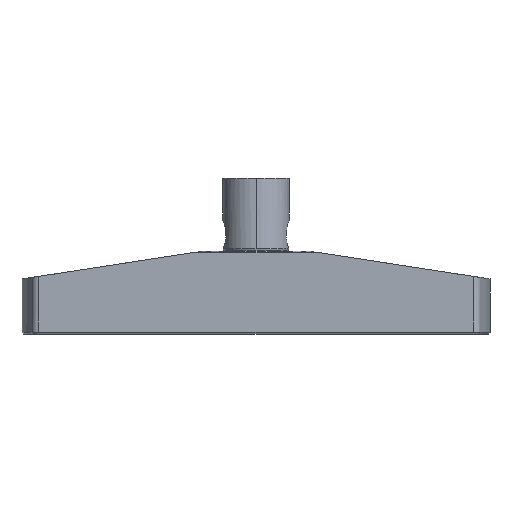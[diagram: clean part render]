
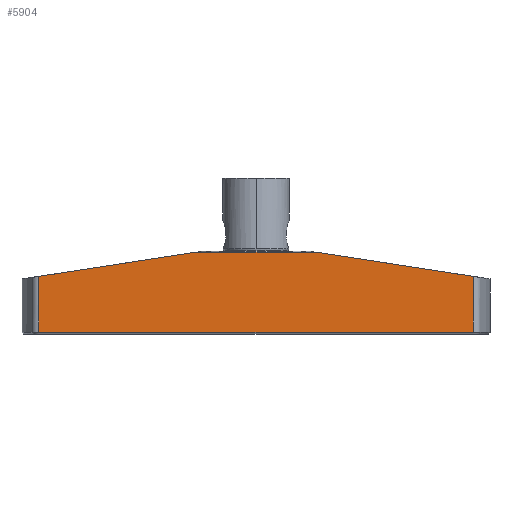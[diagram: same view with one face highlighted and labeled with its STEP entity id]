
A CAD part, front view. The second image highlights one B-rep face of the part: STEP entity #5904.
In plain terms, the highlighted planar face has unit normal (0, -1, 0).
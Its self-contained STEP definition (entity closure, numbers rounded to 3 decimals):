
#2890=EDGE_CURVE('NONE',#6298,#3696,#7493,.T.);
#3250=EDGE_CURVE('NONE',#3298,#4834,#7893,.T.);
#3298=VERTEX_POINT('NONE',#7948);
#3574=VERTEX_POINT('NONE',#8252);
#3696=VERTEX_POINT('NONE',#8391);
#3776=EDGE_CURVE('NONE',#5430,#3298,#8479,.T.);
#4834=VERTEX_POINT('NONE',#9679);
#5114=EDGE_CURVE('NONE',#5430,#3696,#9988,.T.);
#5430=VERTEX_POINT('NONE',#10345);
#5558=EDGE_CURVE('NONE',#6298,#3574,#10484,.T.);
#5904=ADVANCED_FACE('NONE',(#10869),#10870,.F.);
#6298=VERTEX_POINT('NONE',#11315);
#6652=EDGE_CURVE('NONE',#4834,#3574,#11722,.T.);
#7493=LINE('',#12862,#12863);
#7893=LINE('',#13401,#13402);
#7948=CARTESIAN_POINT('',(-118.26,-34.0,-43.5));
#8252=CARTESIAN_POINT('',(118.26,-34.0,-13.075));
#8391=CARTESIAN_POINT('',(-33.5,-34.0,0.0));
#8479=LINE('',#14306,#14307);
#9679=CARTESIAN_POINT('',(118.26,-34.0,-43.5));
#9988=LINE('',#16420,#16421);
#10345=CARTESIAN_POINT('',(-118.26,-34.0,-13.075));
#10484=LINE('',#17161,#17162);
#10869=FACE_OUTER_BOUND('',#17752,.T.);
#10870=PLANE('',#17753);
#11315=CARTESIAN_POINT('',(33.5,-34.0,0.0));
#11722=LINE('',#18972,#18973);
#12862=CARTESIAN_POINT('',(121.025,-34.0,0.0));
#12863=VECTOR('',#20084,1000.0);
#13401=CARTESIAN_POINT('',(118.26,-34.0,-43.5));
#13402=VECTOR('',#20566,1000.0);
#14306=CARTESIAN_POINT('',(-118.26,-34.0,-44.5));
#14307=VECTOR('',#21248,1000.0);
#16420=CARTESIAN_POINT('',(-133.5,-34.0,-15.426));
#16421=VECTOR('',#23115,1000.0);
#17161=CARTESIAN_POINT('',(133.5,-34.0,-15.426));
#17162=VECTOR('',#23718,1000.0);
#17752=EDGE_LOOP('',(#24174,#24175,#24176,#24177,#24178,#24179));
#17753=AXIS2_PLACEMENT_3D('',#24180,#24181,#24182);
#18972=CARTESIAN_POINT('',(118.26,-34.0,-44.5));
#18973=VECTOR('',#25290,1000.0);
#20084=DIRECTION('',(-1.0,0.0,0.0));
#20566=DIRECTION('',(1.0,0.0,0.0));
#21248=DIRECTION('',(0.0,0.0,-1.0));
#23115=DIRECTION('',(0.988,0.0,0.152));
#23718=DIRECTION('',(0.988,0.0,-0.152));
#24174=ORIENTED_EDGE('',*,*,#3776,.T.);
#24175=ORIENTED_EDGE('',*,*,#3250,.T.);
#24176=ORIENTED_EDGE('',*,*,#6652,.T.);
#24177=ORIENTED_EDGE('',*,*,#5558,.F.);
#24178=ORIENTED_EDGE('',*,*,#2890,.T.);
#24179=ORIENTED_EDGE('',*,*,#5114,.F.);
#24180=CARTESIAN_POINT('',(121.025,-34.0,-44.5));
#24181=DIRECTION('',(0.0,1.0,0.0));
#24182=DIRECTION('',(-1.0,0.0,0.0));
#25290=DIRECTION('',(0.0,0.0,1.0));
